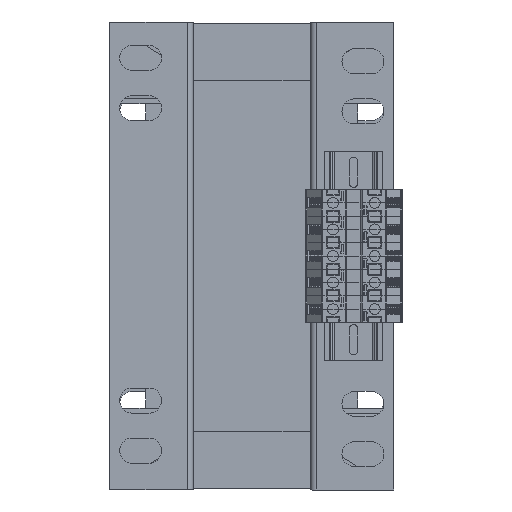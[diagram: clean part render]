
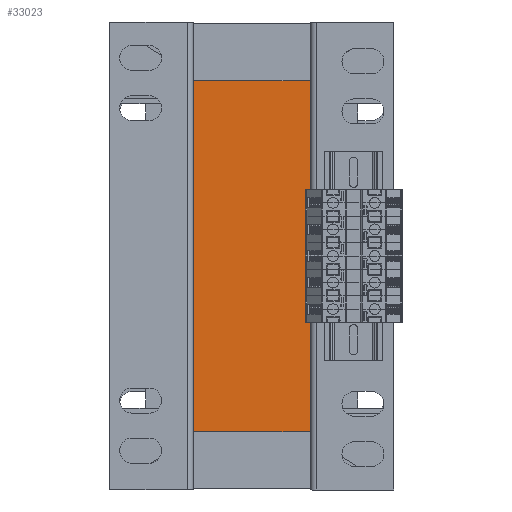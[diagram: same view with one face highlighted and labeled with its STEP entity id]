
A CAD part, left-side view. The second image highlights one B-rep face of the part: STEP entity #33023.
In plain terms, the highlighted planar face has unit normal (-1, 0, 0).
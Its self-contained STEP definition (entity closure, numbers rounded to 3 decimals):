
#4041=FACE_OUTER_BOUND('',#5893,.T.);
#5893=EDGE_LOOP('',(#22354,#22355,#22356,#22357));
#7807=LINE('',#47837,#11152);
#7815=LINE('',#47852,#11160);
#7816=LINE('',#47854,#11161);
#7817=LINE('',#47855,#11162);
#11152=VECTOR('',#38312,10.);
#11160=VECTOR('',#38324,10.);
#11161=VECTOR('',#38327,10.);
#11162=VECTOR('',#38328,10.);
#14497=VERTEX_POINT('',#47834);
#14498=VERTEX_POINT('',#47836);
#14502=VERTEX_POINT('',#47848);
#14503=VERTEX_POINT('',#47850);
#17532=EDGE_CURVE('',#14497,#14498,#7807,.T.);
#17540=EDGE_CURVE('',#14502,#14503,#7815,.T.);
#17541=EDGE_CURVE('',#14497,#14502,#7816,.T.);
#17542=EDGE_CURVE('',#14498,#14503,#7817,.T.);
#22354=ORIENTED_EDGE('',*,*,#17541,.T.);
#22355=ORIENTED_EDGE('',*,*,#17540,.T.);
#22356=ORIENTED_EDGE('',*,*,#17542,.F.);
#22357=ORIENTED_EDGE('',*,*,#17532,.F.);
#31923=PLANE('',#35188);
#33023=ADVANCED_FACE('',(#4041),#31923,.T.);
#35188=AXIS2_PLACEMENT_3D('',#47853,#38325,#38326);
#38312=DIRECTION('',(0.,1.,0.));
#38324=DIRECTION('',(0.,1.,0.));
#38325=DIRECTION('center_axis',(-1.,0.,0.));
#38326=DIRECTION('ref_axis',(0.,0.,1.));
#38327=DIRECTION('',(0.,0.,1.));
#38328=DIRECTION('',(0.,0.,1.));
#47834=CARTESIAN_POINT('',(-350.,0.,0.));
#47836=CARTESIAN_POINT('',(-350.,70.,0.));
#47837=CARTESIAN_POINT('',(-350.,0.,0.));
#47848=CARTESIAN_POINT('',(-350.,0.,210.));
#47850=CARTESIAN_POINT('',(-350.,70.,210.));
#47852=CARTESIAN_POINT('',(-350.,0.,210.));
#47853=CARTESIAN_POINT('Origin',(-350.,0.,0.));
#47854=CARTESIAN_POINT('',(-350.,0.,0.));
#47855=CARTESIAN_POINT('',(-350.,70.,0.));
